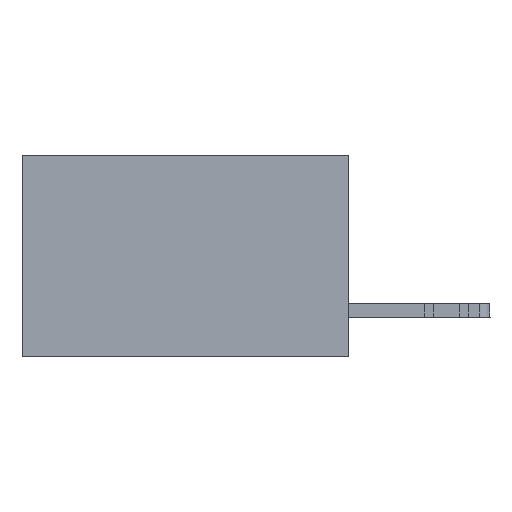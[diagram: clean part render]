
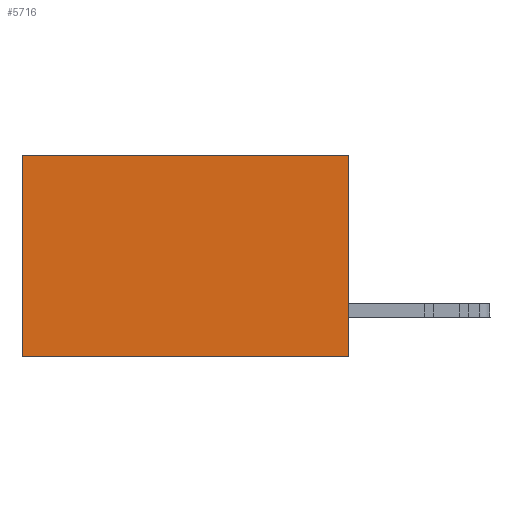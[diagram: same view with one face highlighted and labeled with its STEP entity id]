
A CAD part, left-side view. The second image highlights one B-rep face of the part: STEP entity #5716.
In plain terms, the highlighted planar face has unit normal (-1, 0, 0).
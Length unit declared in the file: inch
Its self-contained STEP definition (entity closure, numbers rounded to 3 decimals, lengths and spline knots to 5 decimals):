
#855 = CARTESIAN_POINT ( 'NONE',  ( 0.298, 0.6, -0.37 ) ) ;
#877 = VECTOR ( 'NONE', #19617, 39.37008 ) ;
#951 = LINE ( 'NONE', #5638, #24033 ) ;
#5013 = LINE ( 'NONE', #5171, #16538 ) ;
#5171 = CARTESIAN_POINT ( 'NONE',  ( 0.298, 0., 0. ) ) ;
#5637 = ORIENTED_EDGE ( 'NONE', *, *, #17432, .T. ) ;
#5638 = CARTESIAN_POINT ( 'NONE',  ( 0.298, 0.6, 0. ) ) ;
#5716 = ADVANCED_FACE ( 'NONE', ( #11978 ), #5770, .F. ) ;
#5770 = PLANE ( 'NONE',  #21335 ) ;
#6196 = ORIENTED_EDGE ( 'NONE', *, *, #19363, .T. ) ;
#7491 = DIRECTION ( 'NONE',  ( 0., 0., -1. ) ) ;
#8123 = CARTESIAN_POINT ( 'NONE',  ( 0.298, 0., 0. ) ) ;
#8460 = ORIENTED_EDGE ( 'NONE', *, *, #15400, .F. ) ;
#9597 = DIRECTION ( 'NONE',  ( 0., 1., 0. ) ) ;
#10526 = LINE ( 'NONE', #14190, #22013 ) ;
#11978 = FACE_OUTER_BOUND ( 'NONE', #29247, .T. ) ;
#12719 = CARTESIAN_POINT ( 'NONE',  ( 0.298, 0., 0. ) ) ;
#12728 = DIRECTION ( 'NONE',  ( 0., 0., -1. ) ) ;
#13019 = CARTESIAN_POINT ( 'NONE',  ( 0.298, 0.6, 0. ) ) ;
#14129 = VERTEX_POINT ( 'NONE', #18773 ) ;
#14190 = CARTESIAN_POINT ( 'NONE',  ( 0.298, 0., -0.37 ) ) ;
#14883 = DIRECTION ( 'NONE',  ( 0., 0., -1. ) ) ;
#15400 = EDGE_CURVE ( 'NONE', #14129, #20856, #10526, .T. ) ;
#16538 = VECTOR ( 'NONE', #7491, 39.37008 ) ;
#16672 = EDGE_CURVE ( 'NONE', #16845, #14129, #5013, .T. ) ;
#16845 = VERTEX_POINT ( 'NONE', #12719 ) ;
#17432 = EDGE_CURVE ( 'NONE', #27282, #20856, #951, .T. ) ;
#18773 = CARTESIAN_POINT ( 'NONE',  ( 0.298, 0., -0.37 ) ) ;
#19363 = EDGE_CURVE ( 'NONE', #16845, #27282, #26053, .T. ) ;
#19617 = DIRECTION ( 'NONE',  ( 0., 1., 0. ) ) ;
#20856 = VERTEX_POINT ( 'NONE', #855 ) ;
#21335 = AXIS2_PLACEMENT_3D ( 'NONE', #8123, #26423, #12728 ) ;
#22013 = VECTOR ( 'NONE', #9597, 39.37008 ) ;
#24033 = VECTOR ( 'NONE', #14883, 39.37008 ) ;
#24228 = CARTESIAN_POINT ( 'NONE',  ( 0.298, 0., 0. ) ) ;
#26053 = LINE ( 'NONE', #24228, #877 ) ;
#26423 = DIRECTION ( 'NONE',  ( 1., 0., 0. ) ) ;
#27282 = VERTEX_POINT ( 'NONE', #13019 ) ;
#27655 = ORIENTED_EDGE ( 'NONE', *, *, #16672, .F. ) ;
#29247 = EDGE_LOOP ( 'NONE', ( #5637, #8460, #27655, #6196 ) ) ;
